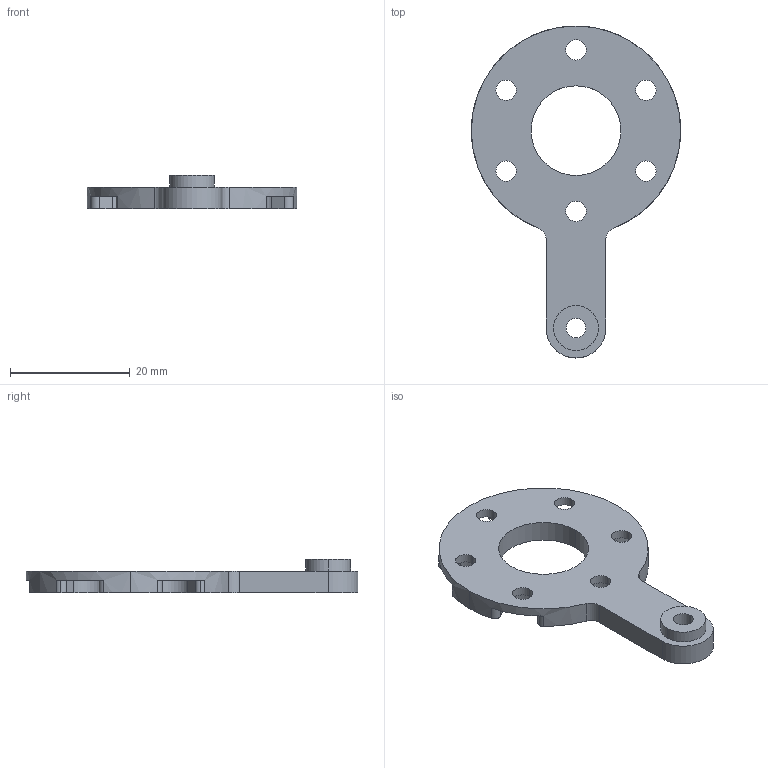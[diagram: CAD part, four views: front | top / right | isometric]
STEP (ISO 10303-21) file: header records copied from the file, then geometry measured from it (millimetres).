
FILE_DESCRIPTION (( 'STEP AP214' ), '1' );
FILE_NAME ('J7_E.STEP', '2025-08-20T01:17:55', ( '' ), ( '' ), 'SwSTEP 2.0', 'SolidWorks 2025', '' );
FILE_SCHEMA (( 'AUTOMOTIVE_DESIGN' ));
Length unit declared in the file: millimetre
Products named in the file (1): J7_E
Bounding box: 35 x 55.5 x 5.6 mm (x, y, z)
Volume: 2963.4 mm3; surface area: 2891.4 mm2
Topology: 1 solids, 1 shells, 69 faces, 192 edges, 128 vertices
Faces by surface type: cylinder 47, plane 22
Entity records: 2325 total; most frequent: DIRECTION 436, CARTESIAN_POINT 390, ORIENTED_EDGE 384, EDGE_CURVE 192, AXIS2_PLACEMENT_3D 174, VERTEX_POINT 128, CIRCLE 104, VECTOR 88
